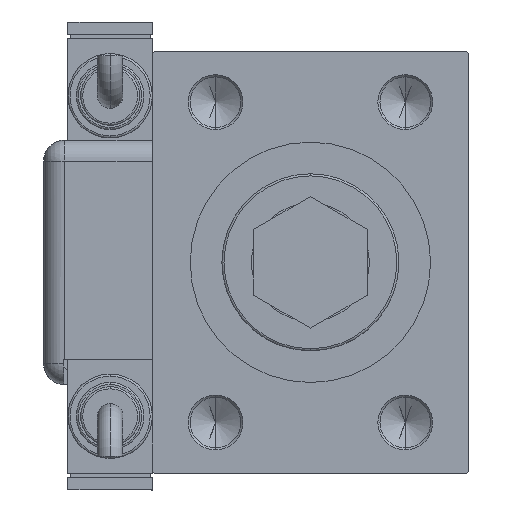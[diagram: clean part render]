
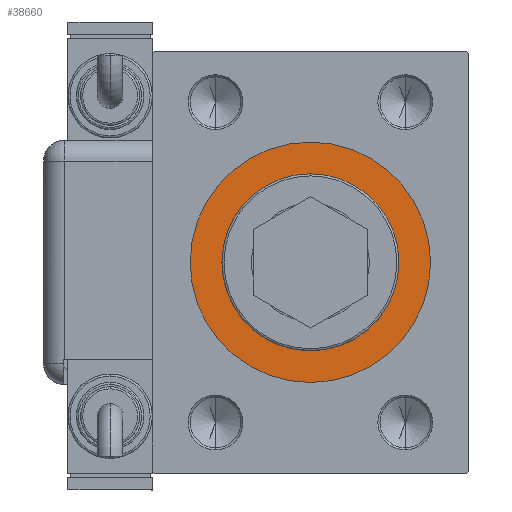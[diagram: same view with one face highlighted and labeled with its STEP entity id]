
A CAD part, left-side view. The second image highlights one B-rep face of the part: STEP entity #38660.
In plain terms, the highlighted face is planar.
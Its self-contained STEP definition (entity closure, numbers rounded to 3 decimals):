
#1662 = DIRECTION ( 'NONE',  ( 1., 0., 0. ) ) ;
#1795 = ORIENTED_EDGE ( 'NONE', *, *, #26677, .T. ) ;
#2604 = VERTEX_POINT ( 'NONE', #58992 ) ;
#2888 = FACE_BOUND ( 'NONE', #22998, .T. ) ;
#7548 = DIRECTION ( 'NONE',  ( 0., 0., -1. ) ) ;
#9216 = CIRCLE ( 'NONE', #21090, 28.5 ) ;
#11590 = CIRCLE ( 'NONE', #13606, 21. ) ;
#12030 = CARTESIAN_POINT ( 'NONE',  ( 167.2, 0., 28.5 ) ) ;
#12407 = ORIENTED_EDGE ( 'NONE', *, *, #15473, .T. ) ;
#13606 = AXIS2_PLACEMENT_3D ( 'NONE', #57298, #14725, #29304 ) ;
#14471 = CIRCLE ( 'NONE', #56186, 21. ) ;
#14725 = DIRECTION ( 'NONE',  ( 1., 0., 0. ) ) ;
#14877 = VERTEX_POINT ( 'NONE', #18887 ) ;
#15473 = EDGE_CURVE ( 'NONE', #28399, #31230, #21349, .T. ) ;
#17069 = DIRECTION ( 'NONE',  ( 0., 0., -1. ) ) ;
#18887 = CARTESIAN_POINT ( 'NONE',  ( 167.2, 0., -21. ) ) ;
#19626 = EDGE_LOOP ( 'NONE', ( #12407, #1795 ) ) ;
#21090 = AXIS2_PLACEMENT_3D ( 'NONE', #40900, #26300, #59860 ) ;
#21349 = CIRCLE ( 'NONE', #23344, 28.5 ) ;
#22749 = EDGE_CURVE ( 'NONE', #14877, #2604, #11590, .T. ) ;
#22998 = EDGE_LOOP ( 'NONE', ( #26907, #58440 ) ) ;
#23344 = AXIS2_PLACEMENT_3D ( 'NONE', #40383, #31356, #17069 ) ;
#26300 = DIRECTION ( 'NONE',  ( 1., 0., 0. ) ) ;
#26677 = EDGE_CURVE ( 'NONE', #31230, #28399, #9216, .T. ) ;
#26907 = ORIENTED_EDGE ( 'NONE', *, *, #38101, .F. ) ;
#28399 = VERTEX_POINT ( 'NONE', #45125 ) ;
#29304 = DIRECTION ( 'NONE',  ( 0., 0., -1. ) ) ;
#30345 = DIRECTION ( 'NONE',  ( 0., 0., -1. ) ) ;
#31230 = VERTEX_POINT ( 'NONE', #12030 ) ;
#31356 = DIRECTION ( 'NONE',  ( 1., 0., 0. ) ) ;
#38101 = EDGE_CURVE ( 'NONE', #2604, #14877, #14471, .T. ) ;
#38660 = ADVANCED_FACE ( 'NONE', ( #2888, #40757 ), #59717, .T. ) ;
#39305 = AXIS2_PLACEMENT_3D ( 'NONE', #55064, #1662, #7548 ) ;
#40383 = CARTESIAN_POINT ( 'NONE',  ( 167.2, 0., 0. ) ) ;
#40757 = FACE_OUTER_BOUND ( 'NONE', #19626, .T. ) ;
#40900 = CARTESIAN_POINT ( 'NONE',  ( 167.2, 0., 0. ) ) ;
#43205 = DIRECTION ( 'NONE',  ( 1., 0., 0. ) ) ;
#45125 = CARTESIAN_POINT ( 'NONE',  ( 167.2, 0., -28.5 ) ) ;
#52530 = CARTESIAN_POINT ( 'NONE',  ( 167.2, 0., 0. ) ) ;
#55064 = CARTESIAN_POINT ( 'NONE',  ( 167.2, 0., 0. ) ) ;
#56186 = AXIS2_PLACEMENT_3D ( 'NONE', #52530, #43205, #30345 ) ;
#57298 = CARTESIAN_POINT ( 'NONE',  ( 167.2, 0., 0. ) ) ;
#58440 = ORIENTED_EDGE ( 'NONE', *, *, #22749, .F. ) ;
#58992 = CARTESIAN_POINT ( 'NONE',  ( 167.2, 0., 21. ) ) ;
#59717 = PLANE ( 'NONE',  #39305 ) ;
#59860 = DIRECTION ( 'NONE',  ( 0., 0., -1. ) ) ;
